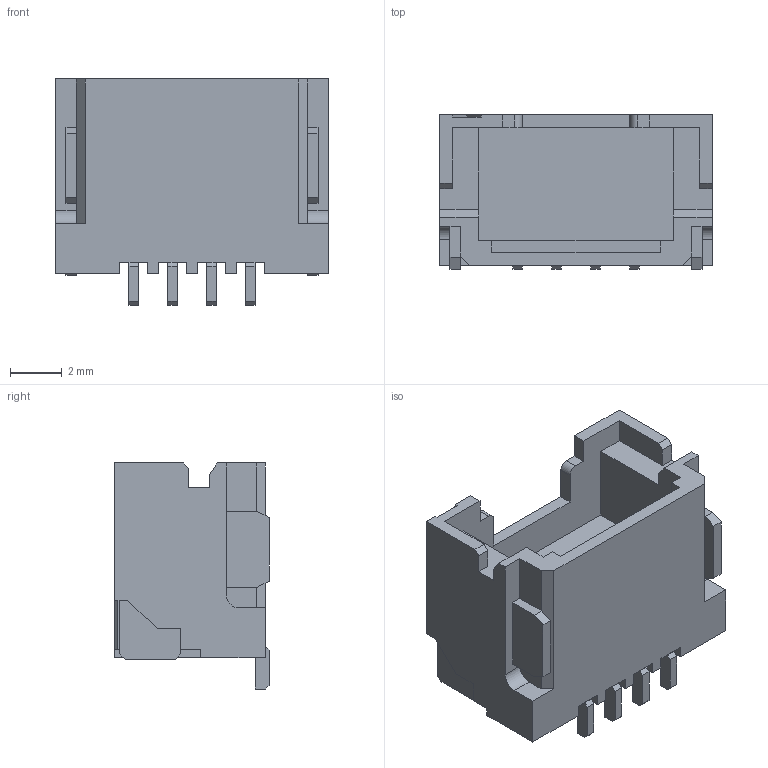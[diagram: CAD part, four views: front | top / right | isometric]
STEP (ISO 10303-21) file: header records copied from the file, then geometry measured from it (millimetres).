
FILE_DESCRIPTION (( 'STEP AP214' ), '1' );
FILE_NAME ('SM04B-ZESS-TB(LF)(SN).STEP', '2020-10-14T19:05:57', ( '' ), ( '' ), 'SwSTEP 2.0', 'SolidWorks 2017', '' );
FILE_SCHEMA (( 'AUTOMOTIVE_DESIGN' ));
Length unit declared in the file: millimetre
Products named in the file (1): SM04B-ZESS-TB(LF)(SN)
Bounding box: 10.5 x 5.95 x 8.7 mm (x, y, z)
Volume: 286.3 mm3; surface area: 599.4 mm2
Topology: 9 solids, 9 shells, 157 faces, 413 edges, 274 vertices
Faces by surface type: plane 153, cylinder 4
Entity records: 4849 total; most frequent: CARTESIAN_POINT 845, ORIENTED_EDGE 826, DIRECTION 737, EDGE_CURVE 413, VECTOR 405, LINE 405, VERTEX_POINT 274, AXIS2_PLACEMENT_3D 166
